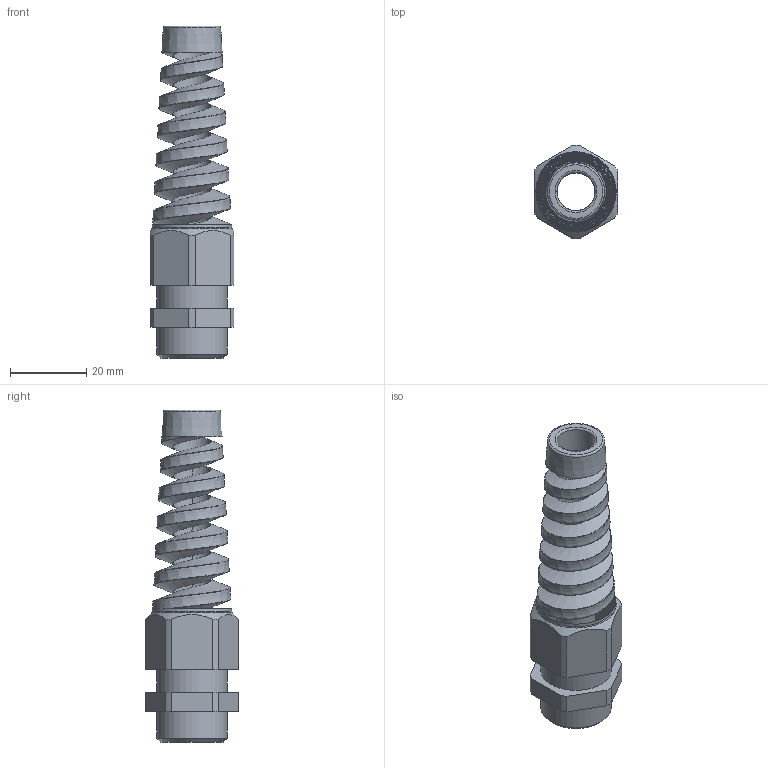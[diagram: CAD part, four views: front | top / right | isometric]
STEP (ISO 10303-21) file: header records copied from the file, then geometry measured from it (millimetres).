
FILE_DESCRIPTION(/* description */ ('STEP AP203'),/* implementation_level */ '2;1');
FILE_NAME(/* name */ '10001300_BFK 11.stp',/* time_stamp */ '2016-01-04T10:37:43+01:00',/* author */ ('arempel'),/* organization */ (''),/* preprocessor_version */ 'ST-DEVELOPER v16.1',/* originating_system */ 'Autodesk Inventor 2016',/* authorisation */ '');
FILE_SCHEMA (('CONFIG_CONTROL_DESIGN','AUTOMOTIVE_DESIGN { 1 0 10303 214 3 1 1 }'));
Length unit declared in the file: millimetre
Products named in the file (1): BFK 11_3Dsym
Bounding box: 22 x 24.49 x 87 mm (x, y, z)
Volume: 15284.2 mm3; surface area: 9442 mm2
Topology: 1 solids, 1 shells, 89 faces, 248 edges, 165 vertices
Faces by surface type: plane 56, cylinder 20, bspline 5, torus 4, cone 4
Full cylindrical faces by diameter (mm): 10 x6, 18.6 x2
Entity records: 22881 total; most frequent: CARTESIAN_POINT 20814, ORIENTED_EDGE 430, DIRECTION 392, EDGE_CURVE 215, VERTEX_POINT 149, LINE 144, VECTOR 144, AXIS2_PLACEMENT_3D 124
